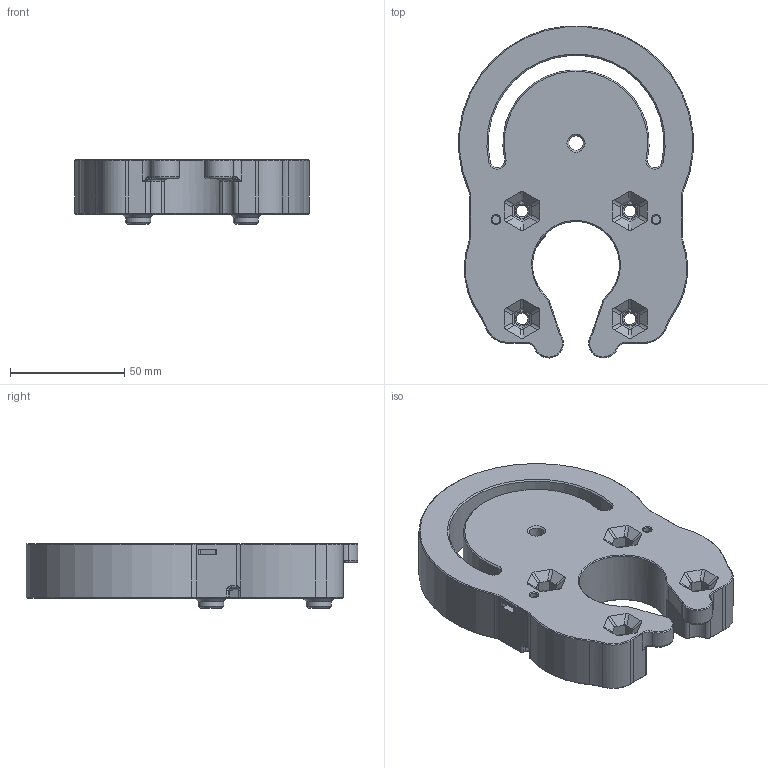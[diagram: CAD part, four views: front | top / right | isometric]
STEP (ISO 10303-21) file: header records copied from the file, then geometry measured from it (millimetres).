
FILE_DESCRIPTION(/* description */ (''),/* implementation_level */ '2;1');
FILE_NAME(/* name */ 'OSSM - Middle for mounting v9.step',/* time_stamp */ '2023-12-29T09:30:10-05:00',/* author */ (''),/* organization */ (''),/* preprocessor_version */ 'ST-DEVELOPER v20',/* originating_system */ 'Autodesk Translation Framework v12.14.0.127',/* authorisation */ '');
FILE_SCHEMA (('AUTOMOTIVE_DESIGN { 1 0 10303 214 3 1 1 }'));
Length unit declared in the file: millimetre
Products named in the file (1): OSSM - Middle for mounting
Bounding box: 102.51 x 145.16 x 28.4 mm (x, y, z)
Volume: 232756.4 mm3; surface area: 42437.5 mm2
Topology: 1 solids, 3 shells, 420 faces, 1059 edges, 652 vertices
Faces by surface type: plane 148, cylinder 137, bspline 72, cone 49, torus 14
Full cylindrical faces by diameter (mm): 1.623 x12, 2.074 x8, 3.5 x2, 5.2 x4, 5.3 x2, 6.3 x1, 8.8 x2, 11 x2
Entity records: 17856 total; most frequent: CARTESIAN_POINT 8287, ORIENTED_EDGE 2110, DIRECTION 1771, EDGE_CURVE 1055, VERTEX_POINT 652, AXIS2_PLACEMENT_3D 627, LINE 517, VECTOR 517
